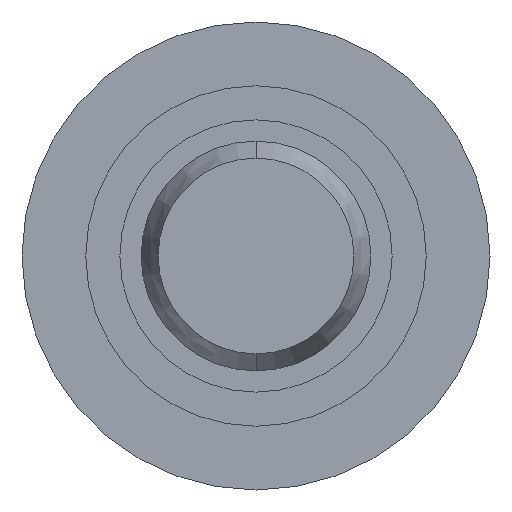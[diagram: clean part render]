
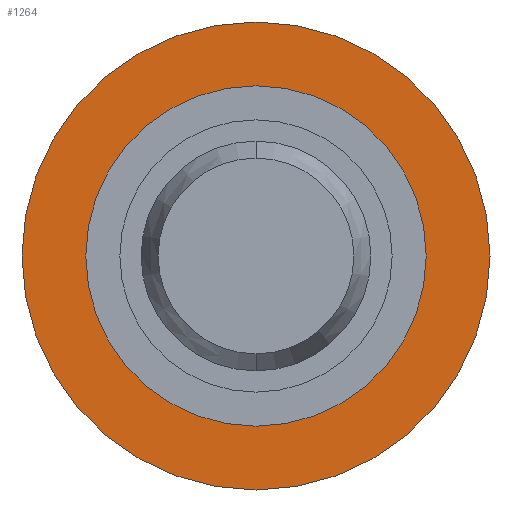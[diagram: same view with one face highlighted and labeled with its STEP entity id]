
A CAD part, front view. The second image highlights one B-rep face of the part: STEP entity #1264.
In plain terms, the highlighted planar face has unit normal (0, -1, 0).
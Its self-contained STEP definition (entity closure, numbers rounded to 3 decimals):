
#57=CARTESIAN_POINT('',(0.,-2.75,0.));
#58=DIRECTION('',(0.,1.,0.));
#59=DIRECTION('',(0.,0.,-1.));
#60=AXIS2_PLACEMENT_3D('',#57,#58,#59);
#62=CARTESIAN_POINT('',(0.,-2.75,0.));
#63=DIRECTION('',(0.,1.,0.));
#64=DIRECTION('',(0.,0.,1.));
#65=AXIS2_PLACEMENT_3D('',#62,#63,#64);
#67=CARTESIAN_POINT('',(0.,-2.75,0.));
#68=DIRECTION('',(0.,1.,0.));
#69=DIRECTION('',(0.,0.,-1.));
#70=AXIS2_PLACEMENT_3D('',#67,#68,#69);
#76=CARTESIAN_POINT('',(0.,-2.75,0.));
#77=DIRECTION('',(0.,-1.,0.));
#78=DIRECTION('',(0.,0.,-1.));
#79=AXIS2_PLACEMENT_3D('',#76,#77,#78);
#959=CARTESIAN_POINT('',(0.,-2.75,-2.75));
#961=VERTEX_POINT('',#959);
#981=CARTESIAN_POINT('',(0.,-2.75,2.75));
#983=VERTEX_POINT('',#981);
#1039=CARTESIAN_POINT('',(0.,-2.75,-2.));
#1040=CARTESIAN_POINT('',(0.,-2.75,2.));
#1041=VERTEX_POINT('',#1039);
#1042=VERTEX_POINT('',#1040);
#1247=CARTESIAN_POINT('',(0.,-2.75,0.));
#1248=DIRECTION('',(0.,1.,0.));
#1249=DIRECTION('',(0.,0.,-1.));
#1250=AXIS2_PLACEMENT_3D('',#1247,#1248,#1249);
#1251=PLANE('',#1250);
#1253=ORIENTED_EDGE('',*,*,#1252,.T.);
#1255=ORIENTED_EDGE('',*,*,#1254,.F.);
#1256=EDGE_LOOP('',(#1253,#1255));
#1257=FACE_OUTER_BOUND('',#1256,.F.);
#1259=ORIENTED_EDGE('',*,*,#1258,.F.);
#1261=ORIENTED_EDGE('',*,*,#1260,.F.);
#1262=EDGE_LOOP('',(#1259,#1261));
#1263=FACE_BOUND('',#1262,.F.);
#61=CIRCLE('',#60,2.);
#66=CIRCLE('',#65,2.);
#71=CIRCLE('',#70,2.75);
#80=CIRCLE('',#79,2.75);
#1252=EDGE_CURVE('',#961,#983,#71,.T.);
#1254=EDGE_CURVE('',#961,#983,#80,.T.);
#1258=EDGE_CURVE('',#1041,#1042,#61,.T.);
#1260=EDGE_CURVE('',#1042,#1041,#66,.T.);
#1264=ADVANCED_FACE('',(#1257,#1263),#1251,.F.);
